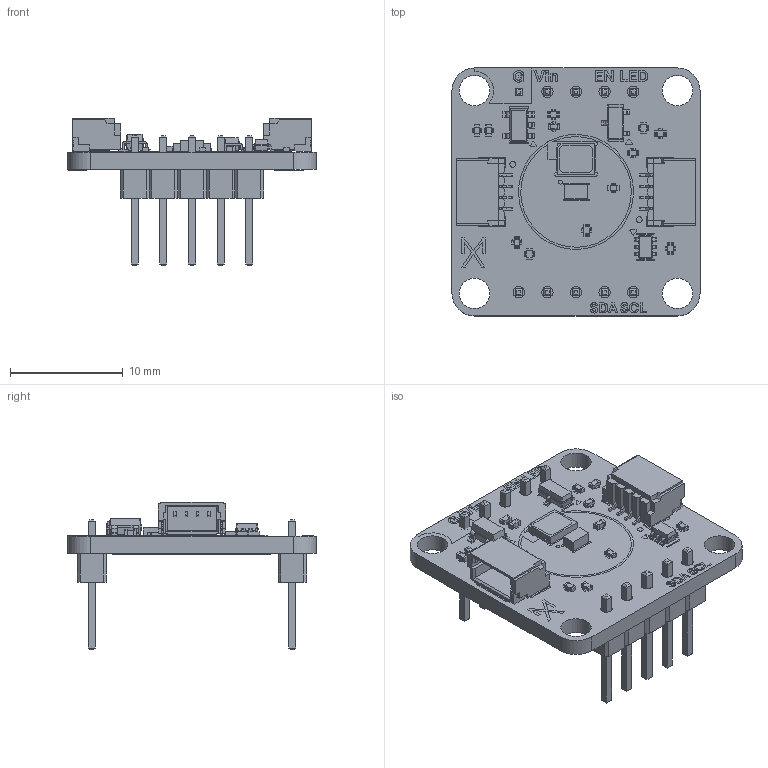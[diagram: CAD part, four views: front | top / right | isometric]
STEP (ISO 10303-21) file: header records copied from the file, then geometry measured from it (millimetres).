
FILE_DESCRIPTION(('KiCad electronic assembly'),'2;1');
FILE_NAME('AX22-0010.step','2025-12-04T19:30:31',('Pcbnew'),('Kicad'), 'Open CASCADE STEP processor 7.8','KiCad to STEP converter','Unknown' );
FILE_SCHEMA(('AUTOMOTIVE_DESIGN { 1 0 10303 214 1 1 1 1 }'));
Length unit declared in the file: millimetre
Products named in the file (12): AX22-0010 1; R_0402_1005Metric; SOT-23-5; SM04B-SRSS-TB(LF)(SN)--3DModel-STEP-269445; PinHeader_1x05_P2.54mm_Vertical; 84593 VEML6040; SOT-23; OF-SMD2835Y--3DModel-STEP-56544; C_0402_1005Metric; SOT-363_SC-70-6; AX22_Color Sensor (VEML6040)_silkscreen; AX22_Color Sensor (VEML6040)_PCB
Assembly tree (23 placements, depth 2):
  AX22-0010 1
    R_0402_1005Metric  x8
    SOT-23-5
    SM04B-SRSS-TB(LF)(SN)--3DModel-STEP-269445  x2
    PinHeader_1x05_P2.54mm_Vertical  x2
    84593 VEML6040
    SOT-23
    OF-SMD2835Y--3DModel-STEP-56544
    C_0402_1005Metric  x4
    SOT-363_SC-70-6
    AX22_Color Sensor (VEML6040)_silkscreen
    AX22_Color Sensor (VEML6040)_PCB
Bounding box: 22 x 22 x 13.1 mm (x, y, z)
Volume: 982 mm3; surface area: 2241 mm2
Topology: 37 solids, 133 shells, 1568 faces, 5572 edges, 4199 vertices
Faces by surface type: plane 1192, cylinder 282, bspline 94
Full cylindrical faces by diameter (mm): 1 x10, 2.7 x4
Entity records: 45287 total; most frequent: CARTESIAN_POINT 8508, DIRECTION 6193, ORIENTED_EDGE 6149, EDGE_CURVE 3940, LINE 3221, VECTOR 3221, VERTEX_POINT 3137, AXIS2_PLACEMENT_3D 1486
